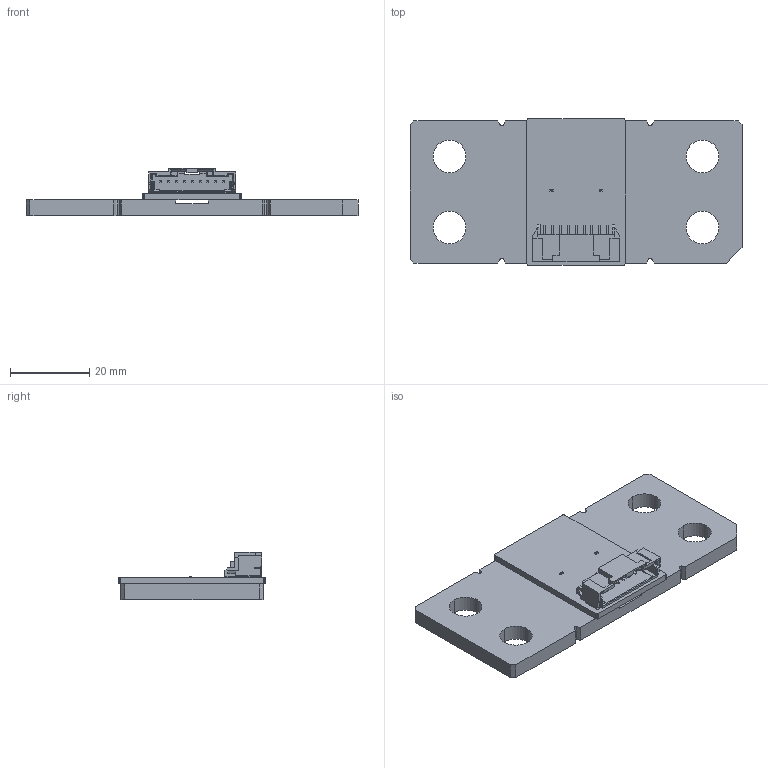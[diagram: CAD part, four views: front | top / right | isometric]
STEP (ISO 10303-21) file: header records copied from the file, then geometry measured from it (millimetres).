
FILE_DESCRIPTION (( 'STEP AP203' ), '1' );
FILE_NAME ('PCBS8436P025T0SC00LLL.step', '2023-03-09T12:06:01', ( '' ), ( '' ), 'SwSTEP 2.0', 'SolidWorks 2014', '' );
FILE_SCHEMA (( 'CONFIG_CONTROL_DESIGN' ));
Length unit declared in the file: millimetre
Products named in the file (11): Open CASCADE STEP translator 6.2 1.5.1.1; NTC1; PCBS8436P025T0SC00; 5023520900; NTC2; PCBS8436P025T0SC00LLL; 1111; Board; R0402; P1; 8436(1)
Assembly tree (11 placements, depth 5):
  PCBS8436P025T0SC00LLL
    PCBS8436P025T0SC00
      Board
      NTC2
        R0402
      NTC1
        R0402
      P1
        5023520900
          Open CASCADE STEP translator 6.2 1.5.1.1
    1111
      8436(1)
Bounding box: 84 x 37.02 x 11.96 mm (x, y, z)
Volume: 12798.6 mm3; surface area: 10293.4 mm2
Topology: 9 solids, 9 shells, 612 faces, 1625 edges, 1034 vertices
Faces by surface type: plane 512, cylinder 62, bspline 38
Entity records: 19140 total; most frequent: CARTESIAN_POINT 4709, ORIENTED_EDGE 2846, DIRECTION 2545, EDGE_CURVE 1423, VECTOR 1317, LINE 1317, VERTEX_POINT 918, AXIS2_PLACEMENT_3D 614
